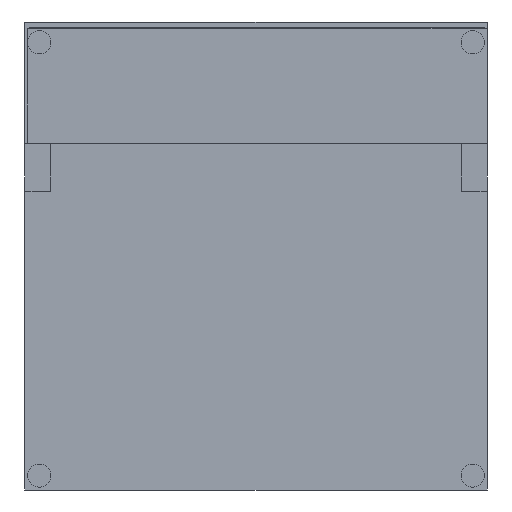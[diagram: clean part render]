
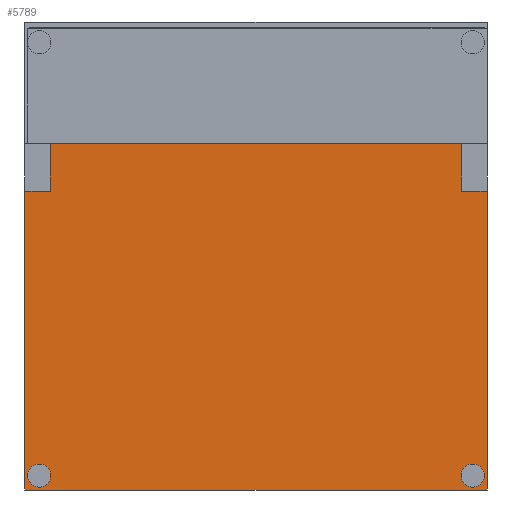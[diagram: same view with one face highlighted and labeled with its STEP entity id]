
A CAD part, front view. The second image highlights one B-rep face of the part: STEP entity #5789.
In plain terms, the highlighted planar face has unit normal (0, -1, 0).
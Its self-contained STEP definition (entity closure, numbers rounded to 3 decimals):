
#389=FACE_OUTER_BOUND('',#737,.T.);
#737=EDGE_LOOP('',(#3880,#3881,#3882,#3883,#3884,#3885,#3886,#3887));
#1095=LINE('',#8508,#1746);
#1099=LINE('',#8516,#1750);
#1104=LINE('',#8525,#1755);
#1107=LINE('',#8531,#1758);
#1108=LINE('',#8534,#1759);
#1111=LINE('',#8541,#1762);
#1115=LINE('',#8548,#1766);
#1117=LINE('',#8551,#1768);
#1746=VECTOR('',#6751,10.);
#1750=VECTOR('',#6757,10.);
#1755=VECTOR('',#6768,10.);
#1758=VECTOR('',#6773,10.);
#1759=VECTOR('',#6776,10.);
#1762=VECTOR('',#6781,10.);
#1766=VECTOR('',#6787,10.);
#1768=VECTOR('',#6791,10.);
#2393=VERTEX_POINT('',#8505);
#2394=VERTEX_POINT('',#8507);
#2396=VERTEX_POINT('',#8513);
#2397=VERTEX_POINT('',#8515);
#2400=VERTEX_POINT('',#8529);
#2401=VERTEX_POINT('',#8533);
#2403=VERTEX_POINT('',#8539);
#2404=VERTEX_POINT('',#8540);
#2973=EDGE_CURVE('',#2394,#2393,#1095,.T.);
#2977=EDGE_CURVE('',#2396,#2397,#1099,.T.);
#2982=EDGE_CURVE('',#2393,#2397,#1104,.T.);
#2985=EDGE_CURVE('',#2400,#2396,#1107,.T.);
#2986=EDGE_CURVE('',#2394,#2401,#1108,.T.);
#2989=EDGE_CURVE('',#2403,#2404,#1111,.T.);
#2993=EDGE_CURVE('',#2401,#2403,#1115,.T.);
#2995=EDGE_CURVE('',#2404,#2400,#1117,.T.);
#3880=ORIENTED_EDGE('',*,*,#2995,.F.);
#3881=ORIENTED_EDGE('',*,*,#2989,.F.);
#3882=ORIENTED_EDGE('',*,*,#2993,.F.);
#3883=ORIENTED_EDGE('',*,*,#2986,.F.);
#3884=ORIENTED_EDGE('',*,*,#2973,.T.);
#3885=ORIENTED_EDGE('',*,*,#2982,.T.);
#3886=ORIENTED_EDGE('',*,*,#2977,.F.);
#3887=ORIENTED_EDGE('',*,*,#2985,.F.);
#5525=PLANE('',#6190);
#5789=ADVANCED_FACE('',(#389),#5525,.F.);
#6190=AXIS2_PLACEMENT_3D('',#8554,#6795,#6796);
#6751=DIRECTION('',(0.,0.,1.));
#6757=DIRECTION('',(0.,0.,1.));
#6768=DIRECTION('',(-1.,0.,0.));
#6773=DIRECTION('',(1.,0.,0.));
#6776=DIRECTION('',(1.,0.,0.));
#6781=DIRECTION('',(-1.,0.,0.));
#6787=DIRECTION('',(0.,0.,-1.));
#6791=DIRECTION('',(0.,0.,1.));
#6795=DIRECTION('center_axis',(0.,1.,0.));
#6796=DIRECTION('ref_axis',(0.,0.,1.));
#8505=CARTESIAN_POINT('',(356.,0.,341.5));
#8507=CARTESIAN_POINT('',(356.,0.,258.5));
#8508=CARTESIAN_POINT('',(356.,0.,258.5));
#8513=CARTESIAN_POINT('',(-356.,0.,258.5));
#8515=CARTESIAN_POINT('',(-356.,0.,341.5));
#8516=CARTESIAN_POINT('',(-356.,0.,258.5));
#8525=CARTESIAN_POINT('',(-178.,0.,341.5));
#8529=CARTESIAN_POINT('',(-400.,0.,258.5));
#8531=CARTESIAN_POINT('',(-400.,0.,258.5));
#8533=CARTESIAN_POINT('',(400.,0.,258.5));
#8534=CARTESIAN_POINT('',(-400.,0.,258.5));
#8539=CARTESIAN_POINT('',(400.,0.,-258.5));
#8540=CARTESIAN_POINT('',(-400.,0.,-258.5));
#8541=CARTESIAN_POINT('',(400.,0.,-258.5));
#8548=CARTESIAN_POINT('',(400.,0.,258.5));
#8551=CARTESIAN_POINT('',(-400.,0.,-258.5));
#8554=CARTESIAN_POINT('Origin',(0.,0.,0.));
